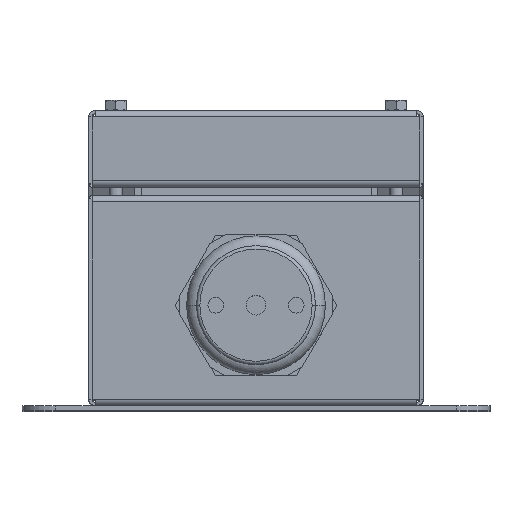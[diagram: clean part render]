
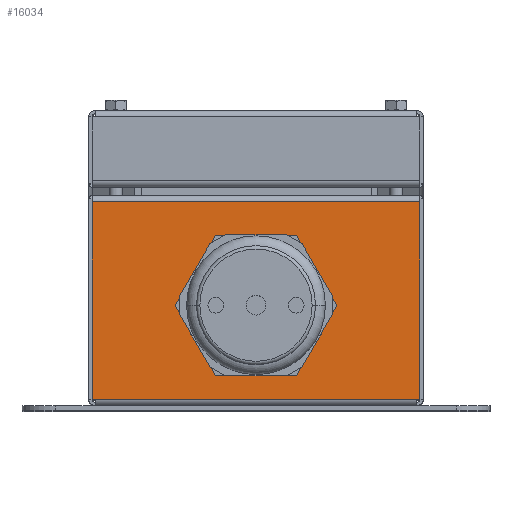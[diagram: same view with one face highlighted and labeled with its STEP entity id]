
A CAD part, top view. The second image highlights one B-rep face of the part: STEP entity #16034.
In plain terms, the highlighted planar face has unit normal (0, 0, 1).
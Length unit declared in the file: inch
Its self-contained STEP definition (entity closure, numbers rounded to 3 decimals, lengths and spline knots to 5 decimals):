
#4520=DIRECTION('',(1.,0.,0.));
#4521=VECTOR('',#4520,4.904);
#4522=CARTESIAN_POINT('',(-2.452,3.04674,5.));
#4523=LINE('',#4522,#4521);
#4831=DIRECTION('',(-1.,0.,0.));
#4832=VECTOR('',#4831,4.808);
#4833=CARTESIAN_POINT('',(2.404,0.096,5.));
#4834=LINE('',#4833,#4832);
#4861=DIRECTION('',(-1.,0.,0.));
#4862=VECTOR('',#4861,0.048);
#4863=CARTESIAN_POINT('',(-2.404,0.096,5.));
#4864=LINE('',#4863,#4862);
#4865=DIRECTION('',(0.,1.,0.));
#4866=VECTOR('',#4865,2.95074);
#4867=CARTESIAN_POINT('',(-2.452,0.096,5.));
#4868=LINE('',#4867,#4866);
#4869=DIRECTION('',(0.,-1.,0.));
#4870=VECTOR('',#4869,2.95074);
#4871=CARTESIAN_POINT('',(2.452,3.04674,5.));
#4872=LINE('',#4871,#4870);
#4873=DIRECTION('',(-1.,0.,0.));
#4874=VECTOR('',#4873,0.048);
#4875=CARTESIAN_POINT('',(2.452,0.096,5.));
#4876=LINE('',#4875,#4874);
#4877=DIRECTION('',(-0.5,0.866,0.));
#4878=VECTOR('',#4877,1.20955);
#4879=CARTESIAN_POINT('',(1.20955,1.5,5.));
#4880=LINE('',#4879,#4878);
#4881=DIRECTION('',(-1.,0.,0.));
#4882=VECTOR('',#4881,1.20955);
#4883=CARTESIAN_POINT('',(0.60477,2.5475,5.));
#4884=LINE('',#4883,#4882);
#4885=DIRECTION('',(-0.5,-0.866,0.));
#4886=VECTOR('',#4885,1.20955);
#4887=CARTESIAN_POINT('',(-0.60477,2.5475,5.));
#4888=LINE('',#4887,#4886);
#4889=DIRECTION('',(0.5,-0.866,0.));
#4890=VECTOR('',#4889,1.20955);
#4891=CARTESIAN_POINT('',(-1.20955,1.5,5.));
#4892=LINE('',#4891,#4890);
#4893=DIRECTION('',(1.,0.,0.));
#4894=VECTOR('',#4893,1.20955);
#4895=CARTESIAN_POINT('',(-0.60477,0.4525,5.));
#4896=LINE('',#4895,#4894);
#4897=DIRECTION('',(0.5,0.866,0.));
#4898=VECTOR('',#4897,1.20955);
#4899=CARTESIAN_POINT('',(0.60477,0.4525,5.));
#4900=LINE('',#4899,#4898);
#8589=CARTESIAN_POINT('',(-2.404,0.096,5.));
#8590=CARTESIAN_POINT('',(-2.452,0.096,5.));
#8591=VERTEX_POINT('',#8589);
#8592=VERTEX_POINT('',#8590);
#8593=CARTESIAN_POINT('',(2.452,0.096,5.));
#8594=CARTESIAN_POINT('',(2.404,0.096,5.));
#8595=VERTEX_POINT('',#8593);
#8596=VERTEX_POINT('',#8594);
#8737=CARTESIAN_POINT('',(2.452,3.04674,5.));
#8738=VERTEX_POINT('',#8737);
#8739=CARTESIAN_POINT('',(-2.452,3.04674,5.));
#8740=VERTEX_POINT('',#8739);
#9093=CARTESIAN_POINT('',(1.20955,1.5,5.));
#9094=CARTESIAN_POINT('',(0.60477,2.5475,5.));
#9095=VERTEX_POINT('',#9093);
#9096=VERTEX_POINT('',#9094);
#9097=CARTESIAN_POINT('',(-0.60477,2.5475,5.));
#9098=VERTEX_POINT('',#9097);
#9099=CARTESIAN_POINT('',(-1.20955,1.5,5.));
#9100=VERTEX_POINT('',#9099);
#9101=CARTESIAN_POINT('',(-0.60477,0.4525,5.));
#9102=VERTEX_POINT('',#9101);
#9103=CARTESIAN_POINT('',(0.60477,0.4525,5.));
#9104=VERTEX_POINT('',#9103);
#16005=CARTESIAN_POINT('',(1.26162,0.048,5.));
#16006=DIRECTION('',(0.,0.,-1.));
#16007=DIRECTION('',(-1.,0.,0.));
#16008=AXIS2_PLACEMENT_3D('',#16005,#16006,#16007);
#16009=PLANE('',#16008);
#16010=ORIENTED_EDGE('',*,*,#15954,.T.);
#16011=ORIENTED_EDGE('',*,*,#15986,.T.);
#16012=ORIENTED_EDGE('',*,*,#15999,.T.);
#16013=ORIENTED_EDGE('',*,*,#15549,.T.);
#16015=ORIENTED_EDGE('',*,*,#16014,.T.);
#16017=ORIENTED_EDGE('',*,*,#16016,.T.);
#16018=EDGE_LOOP('',(#16010,#16011,#16012,#16013,#16015,#16017));
#16019=FACE_OUTER_BOUND('',#16018,.F.);
#16021=ORIENTED_EDGE('',*,*,#16020,.T.);
#16023=ORIENTED_EDGE('',*,*,#16022,.T.);
#16025=ORIENTED_EDGE('',*,*,#16024,.T.);
#16027=ORIENTED_EDGE('',*,*,#16026,.T.);
#16029=ORIENTED_EDGE('',*,*,#16028,.T.);
#16031=ORIENTED_EDGE('',*,*,#16030,.T.);
#16032=EDGE_LOOP('',(#16021,#16023,#16025,#16027,#16029,#16031));
#16033=FACE_BOUND('',#16032,.F.);
#16034=ADVANCED_FACE('',(#16019,#16033),#16009,.F.);
#15549=EDGE_CURVE('',#8740,#8738,#4523,.T.);
#15954=EDGE_CURVE('',#8596,#8591,#4834,.T.);
#15986=EDGE_CURVE('',#8591,#8592,#4864,.T.);
#15999=EDGE_CURVE('',#8592,#8740,#4868,.T.);
#16014=EDGE_CURVE('',#8738,#8595,#4872,.T.);
#16016=EDGE_CURVE('',#8595,#8596,#4876,.T.);
#16020=EDGE_CURVE('',#9095,#9096,#4880,.T.);
#16022=EDGE_CURVE('',#9096,#9098,#4884,.T.);
#16024=EDGE_CURVE('',#9098,#9100,#4888,.T.);
#16026=EDGE_CURVE('',#9100,#9102,#4892,.T.);
#16028=EDGE_CURVE('',#9102,#9104,#4896,.T.);
#16030=EDGE_CURVE('',#9104,#9095,#4900,.T.);
